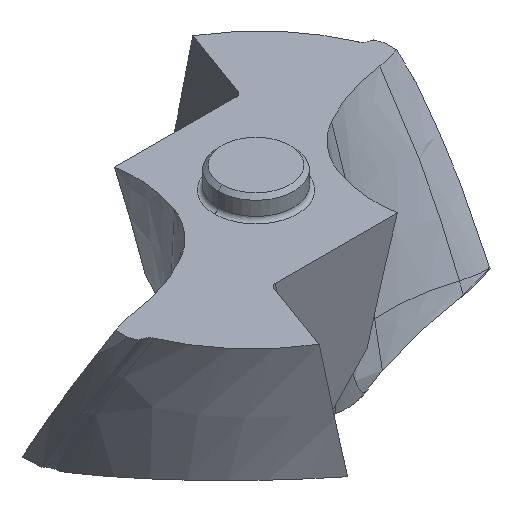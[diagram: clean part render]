
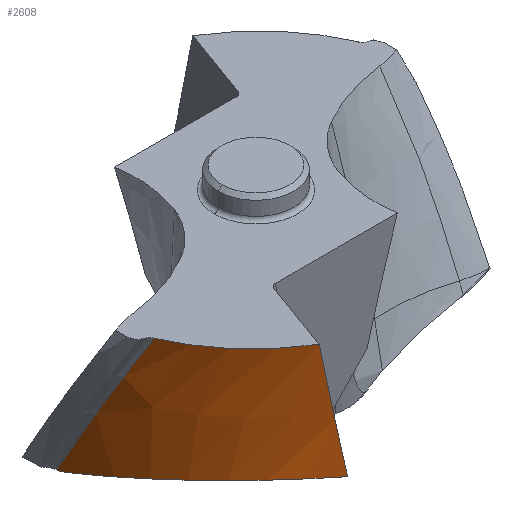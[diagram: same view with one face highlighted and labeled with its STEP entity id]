
A CAD part, isometric view. The second image highlights one B-rep face of the part: STEP entity #2608.
In plain terms, the highlighted free-form (B-spline) face has degree [3, 3] with [10, 5] control points.
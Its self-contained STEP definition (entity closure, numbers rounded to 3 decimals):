
#142=CARTESIAN_POINT('',(-4.019,-6.509,
0.));
#143=CARTESIAN_POINT('',(-4.203,-6.4,
0.));
#144=CARTESIAN_POINT('',(-4.757,-6.035,
0.));
#145=CARTESIAN_POINT('',(-5.601,-5.306,
0.));
#146=CARTESIAN_POINT('',(-6.451,-4.256,
0.));
#147=CARTESIAN_POINT('',(-6.884,-3.466,
0.));
#148=CARTESIAN_POINT('',(-7.064,-3.056,
0.));
#752=CARTESIAN_POINT('',(-7.699,0.151,
-5.775));
#772=CARTESIAN_POINT('',(-3.272,-6.882,
-4.701));
#773=CARTESIAN_POINT('',(-3.47,-6.79,
-4.665));
#774=CARTESIAN_POINT('',(-3.85,-6.593,
-4.603));
#775=CARTESIAN_POINT('',(-4.366,-6.273,
-4.539));
#776=CARTESIAN_POINT('',(-4.863,-5.909,
-4.499));
#777=CARTESIAN_POINT('',(-5.319,-5.514,
-4.486));
#778=CARTESIAN_POINT('',(-5.751,-5.077,
-4.498));
#779=CARTESIAN_POINT('',(-6.146,-4.606,
-4.537));
#780=CARTESIAN_POINT('',(-6.504,-4.098,
-4.603));
#781=CARTESIAN_POINT('',(-6.801,-3.597,
-4.689));
#782=CARTESIAN_POINT('',(-7.073,-3.046,
-4.804));
#783=CARTESIAN_POINT('',(-7.3,-2.463,
-4.947));
#784=CARTESIAN_POINT('',(-7.471,-1.894,
-5.105));
#785=CARTESIAN_POINT('',(-7.606,-1.256,
-5.303));
#786=CARTESIAN_POINT('',(-7.68,-0.664,
-5.505));
#787=CARTESIAN_POINT('',(-7.701,-0.224,
-5.668));
#788=CARTESIAN_POINT('',(-7.7,0.,
-5.755));
#790=CARTESIAN_POINT('',(-7.7,0.,
-5.755));
#791=CARTESIAN_POINT('',(-7.7,0.017,
-5.757));
#792=CARTESIAN_POINT('',(-7.7,0.05,
-5.762));
#793=CARTESIAN_POINT('',(-7.7,0.101,
-5.768));
#794=CARTESIAN_POINT('',(-7.699,0.134,
-5.773));
#795=CARTESIAN_POINT('',(-7.699,0.151,
-5.775));
#797=CARTESIAN_POINT('',(-7.699,0.151,
-5.775));
#798=CARTESIAN_POINT('',(-7.714,-0.475,
-4.642));
#799=CARTESIAN_POINT('',(-7.601,-1.562,
-2.717));
#800=CARTESIAN_POINT('',(-7.248,-2.628,
-0.792));
#801=CARTESIAN_POINT('',(-7.064,-3.056,
0.));
#803=CARTESIAN_POINT('',(-4.019,-6.509,
0.));
#804=CARTESIAN_POINT('',(-3.958,-6.529,
-0.361));
#805=CARTESIAN_POINT('',(-3.844,-6.567,
-1.042));
#806=CARTESIAN_POINT('',(-3.696,-6.624,
-1.939));
#807=CARTESIAN_POINT('',(-3.571,-6.682,
-2.72));
#808=CARTESIAN_POINT('',(-3.461,-6.743,
-3.426));
#809=CARTESIAN_POINT('',(-3.362,-6.809,
-4.082));
#810=CARTESIAN_POINT('',(-3.301,-6.857,
-4.499));
#811=CARTESIAN_POINT('',(-3.272,-6.882,
-4.701));
#1034=CARTESIAN_POINT('',(-4.019,-6.509,
0.));
#1035=VERTEX_POINT('',#1034);
#1036=VERTEX_POINT('',#148);
#1065=CARTESIAN_POINT('',(-7.7,0.,
-5.755));
#1066=VERTEX_POINT('',#1065);
#1067=VERTEX_POINT('',#772);
#1087=VERTEX_POINT('',#752);
#2549=CARTESIAN_POINT('',(-3.607,-6.798,
-5.833));
#2550=CARTESIAN_POINT('',(-3.141,-6.947,
-4.681));
#2551=CARTESIAN_POINT('',(-2.202,-7.225,
-2.718));
#2552=CARTESIAN_POINT('',(-1.014,-7.482,
-0.755));
#2553=CARTESIAN_POINT('',(-0.483,-7.576,
0.055));
#2554=CARTESIAN_POINT('',(-3.697,-6.75,
-5.833));
#2555=CARTESIAN_POINT('',(-3.233,-6.907,
-4.681));
#2556=CARTESIAN_POINT('',(-2.297,-7.2,
-2.718));
#2557=CARTESIAN_POINT('',(-1.113,-7.471,
-0.755));
#2558=CARTESIAN_POINT('',(-0.583,-7.572,
0.055));
#2559=CARTESIAN_POINT('',(-4.185,-6.479,
-5.833));
#2560=CARTESIAN_POINT('',(-3.732,-6.683,
-4.681));
#2561=CARTESIAN_POINT('',(-2.817,-7.053,
-2.718));
#2562=CARTESIAN_POINT('',(-1.652,-7.403,
-0.755));
#2563=CARTESIAN_POINT('',(-1.131,-7.536,
0.055));
#2564=CARTESIAN_POINT('',(-5.017,-5.891,
-5.833));
#2565=CARTESIAN_POINT('',(-4.594,-6.176,
-4.681));
#2566=CARTESIAN_POINT('',(-3.73,-6.685,
-2.718));
#2567=CARTESIAN_POINT('',(-2.617,-7.172,
-0.755));
#2568=CARTESIAN_POINT('',(-2.117,-7.362,
0.055));
#2569=CARTESIAN_POINT('',(-5.981,-4.912,
-5.833));
#2570=CARTESIAN_POINT('',(-5.618,-5.296,
-4.681));
#2571=CARTESIAN_POINT('',(-4.855,-5.976,
-2.718));
#2572=CARTESIAN_POINT('',(-3.844,-6.635,
-0.755));
#2573=CARTESIAN_POINT('',(-3.386,-6.895,
0.055));
#2574=CARTESIAN_POINT('',(-6.756,-3.776,
-5.833));
#2575=CARTESIAN_POINT('',(-6.47,-4.249,
-4.681));
#2576=CARTESIAN_POINT('',(-5.837,-5.08,
-2.718));
#2577=CARTESIAN_POINT('',(-4.956,-5.888,
-0.755));
#2578=CARTESIAN_POINT('',(-4.552,-6.211,
0.055));
#2579=CARTESIAN_POINT('',(-7.318,-2.522,
-5.833));
#2580=CARTESIAN_POINT('',(-7.123,-3.068,
-4.681));
#2581=CARTESIAN_POINT('',(-6.645,-4.024,
-2.718));
#2582=CARTESIAN_POINT('',(-5.919,-4.957,
-0.755));
#2583=CARTESIAN_POINT('',(-5.578,-5.331,
0.055));
#2584=CARTESIAN_POINT('',(-7.656,-1.161,
-5.833));
#2585=CARTESIAN_POINT('',(-7.565,-1.764,
-4.681));
#2586=CARTESIAN_POINT('',(-7.266,-2.817,
-2.718));
#2587=CARTESIAN_POINT('',(-6.717,-3.848,
-0.755));
#2588=CARTESIAN_POINT('',(-6.45,-4.263,
0.055));
#2589=CARTESIAN_POINT('',(-7.712,-0.217,
-5.833));
#2590=CARTESIAN_POINT('',(-7.698,-0.846,
-4.681));
#2591=CARTESIAN_POINT('',(-7.528,-1.942,
-2.718));
#2592=CARTESIAN_POINT('',(-7.11,-3.015,
-0.755));
#2593=CARTESIAN_POINT('',(-6.896,-3.447,
0.055));
#2594=CARTESIAN_POINT('',(-7.696,0.267,
-5.833));
#2595=CARTESIAN_POINT('',(-7.721,-0.371,
-4.681));
#2596=CARTESIAN_POINT('',(-7.62,-1.482,
-2.718));
#2597=CARTESIAN_POINT('',(-7.27,-2.572,
-0.755));
#2598=CARTESIAN_POINT('',(-7.084,-3.01,
0.055));
#2599=B_SPLINE_SURFACE_WITH_KNOTS('',3,3,((#2549,#2550,#2551,#2552,#2553),
(#2554,#2555,#2556,#2557,#2558),(#2559,#2560,#2561,#2562,#2563),(#2564,#2565,
#2566,#2567,#2568),(#2569,#2570,#2571,#2572,#2573),(#2574,#2575,#2576,#2577,
#2578),(#2579,#2580,#2581,#2582,#2583),(#2584,#2585,#2586,#2587,#2588),(#2589,
#2590,#2591,#2592,#2593),(#2594,#2595,#2596,#2597,#2598)),.UNSPECIFIED.,.F.,.F.,
.F.,(4,1,1,1,1,1,1,4),(4,1,4),(0.222,0.25,0.375,0.5,0.625,
0.75,0.875,1.008),(0.065,4.058,
6.864),.UNSPECIFIED.);
#2600=ORIENTED_EDGE('',*,*,#1742,.T.);
#2601=ORIENTED_EDGE('',*,*,#1790,.T.);
#2602=ORIENTED_EDGE('',*,*,#2537,.T.);
#2603=ORIENTED_EDGE('',*,*,#1374,.F.);
#2605=ORIENTED_EDGE('',*,*,#2604,.T.);
#2606=EDGE_LOOP('',(#2600,#2601,#2602,#2603,#2605));
#2607=FACE_OUTER_BOUND('',#2606,.F.);
#149=B_SPLINE_CURVE_WITH_KNOTS('',3,(#142,#143,#144,#145,#146,#147,#148),
.UNSPECIFIED.,.F.,.F.,(4,1,1,1,4),(0.,0.137,0.425,
0.712,1.),.UNSPECIFIED.);
#789=B_SPLINE_CURVE_WITH_KNOTS('',3,(#772,#773,#774,#775,#776,#777,#778,#779,
#780,#781,#782,#783,#784,#785,#786,#787,#788),.UNSPECIFIED.,.F.,.F.,(4,1,1,1,1,
1,1,1,1,1,1,1,1,1,4),(0.,0.071,0.143,
0.214,0.286,0.357,0.429,0.5,
0.571,0.643,0.714,0.786,
0.857,0.929,1.),.UNSPECIFIED.);
#796=B_SPLINE_CURVE_WITH_KNOTS('',3,(#790,#791,#792,#793,#794,#795),
.UNSPECIFIED.,.F.,.F.,(4,1,1,4),(0.,0.333,0.667,1.),
.UNSPECIFIED.);
#802=B_SPLINE_CURVE_WITH_KNOTS('',3,(#797,#798,#799,#800,#801),.UNSPECIFIED.,
.F.,.F.,(4,1,4),(0.,0.589,1.),.UNSPECIFIED.);
#812=B_SPLINE_CURVE_WITH_KNOTS('',3,(#803,#804,#805,#806,#807,#808,#809,#810,
#811),.UNSPECIFIED.,.F.,.F.,(4,1,1,1,1,1,4),(0.,0.167,
0.333,0.5,0.667,0.833,1.),
.UNSPECIFIED.);
#1374=EDGE_CURVE('',#1035,#1036,#149,.T.);
#1742=EDGE_CURVE('',#1067,#1066,#789,.T.);
#1790=EDGE_CURVE('',#1066,#1087,#796,.T.);
#2537=EDGE_CURVE('',#1087,#1036,#802,.T.);
#2604=EDGE_CURVE('',#1035,#1067,#812,.T.);
#2608=ADVANCED_FACE('',(#2607),#2599,.F.);
